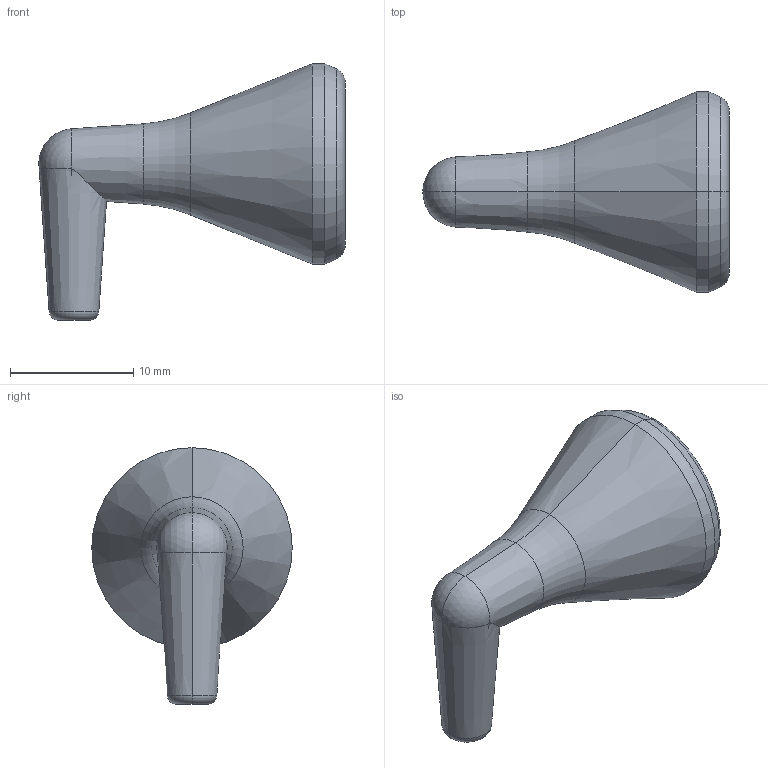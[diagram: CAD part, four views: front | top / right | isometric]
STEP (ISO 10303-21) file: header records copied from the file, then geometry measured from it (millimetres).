
FILE_DESCRIPTION (( 'STEP AP203' ), '1' );
FILE_NAME ('1-4x1-16 90 Degree Nozzle.STEP', '2005-02-04T23:04:17', ( 'mark lockwood' ), ( 'lockwood products inc.' ), 'SwSTEP 2.0', 'SolidWorks 2004146', '' );
FILE_SCHEMA (( 'CONFIG_CONTROL_DESIGN' ));
Length unit declared in the file: inch
Products named in the file (1): 1-4x1-16 90 Degree Nozzle
Bounding box: 24.88 x 16.28 x 20.84 mm (x, y, z)
Volume: 1188.6 mm3; surface area: 1641.7 mm2
Topology: 3 solids, 3 shells, 46 faces, 106 edges, 61 vertices
Faces by surface type: cone 16, sphere 10, cylinder 10, torus 6, plane 4
Entity records: 1470 total; most frequent: CARTESIAN_POINT 348, DIRECTION 247, ORIENTED_EDGE 202, AXIS2_PLACEMENT_3D 111, EDGE_CURVE 101, CIRCLE 64, VERTEX_POINT 58, EDGE_LOOP 49
